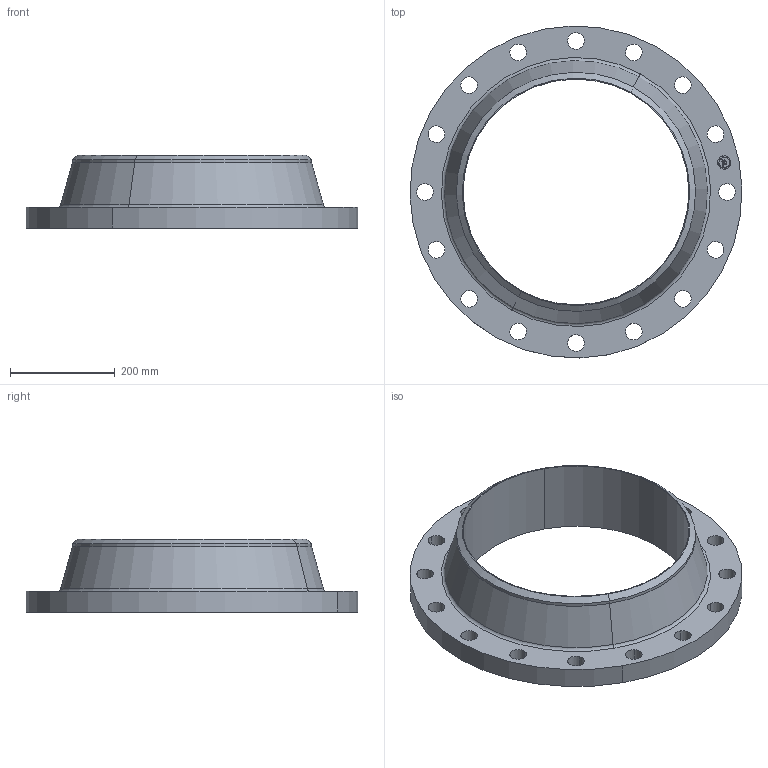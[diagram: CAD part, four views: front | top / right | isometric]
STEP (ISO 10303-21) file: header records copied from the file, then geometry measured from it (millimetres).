
FILE_DESCRIPTION(('3D STEP'),'2;1');
FILE_NAME('18-125-RF-WN-XH-B16.1-FLANGE.stp','2013-09-08T09:59:27+00:00',('Texas Flange'),(''),'CATIA Version 5 Release 20 SP 6 (IN-10)','CATIA V5 STEP AP214','800-826-3801');
FILE_SCHEMA(('AUTOMOTIVE_DESIGN { 1 0 10303 214 1 1 1 1 }'));
Length unit declared in the file: inch
Products named in the file (1): 18-125-RF-WN-XH-B16.1-FLANGE
Bounding box: 634.82 x 634.82 x 141.3 mm (x, y, z)
Volume: 9600256.2 mm3; surface area: 760561.6 mm2
Topology: 1 solids, 1 shells, 435 faces, 1236 edges, 822 vertices
Faces by surface type: plane 369, cylinder 60, cone 4, torus 2
Entity records: 16262 total; most frequent: ORIENTED_EDGE 2472, CARTESIAN_POINT 2437, DIRECTION 1992, EDGE_CURVE 1236, VECTOR 1108, LINE 1108, VERTEX_POINT 822, AXIS2_PLACEMENT_3D 507
